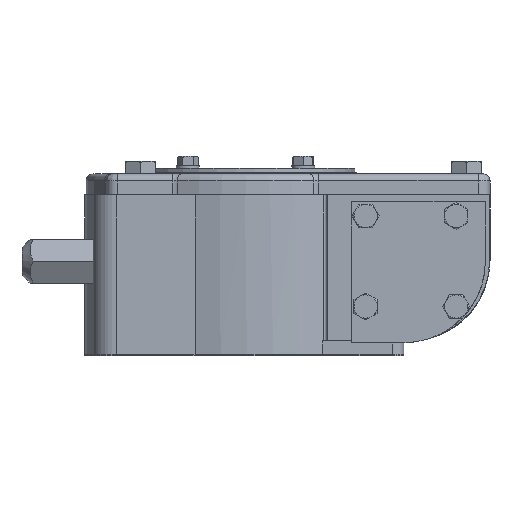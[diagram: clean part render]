
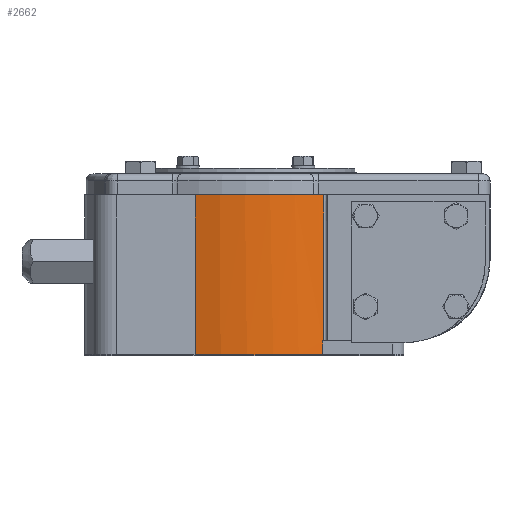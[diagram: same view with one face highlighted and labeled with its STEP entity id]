
A CAD part, left-side view. The second image highlights one B-rep face of the part: STEP entity #2662.
In plain terms, the highlighted cylindrical face has radius 69 mm (diameter 138 mm), a partial arc.
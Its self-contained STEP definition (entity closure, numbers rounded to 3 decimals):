
#2662 = ADVANCED_FACE( '', ( #6106 ), #6107, .T. );
#6106 = FACE_OUTER_BOUND( '', #12681, .T. );
#6107 = CYLINDRICAL_SURFACE( '', #12682, 69. );
#12681 = EDGE_LOOP( '', ( #22164, #22165, #22166, #22167, #22168, #22169, #22170, #22171 ) );
#12682 = AXIS2_PLACEMENT_3D( '', #22172, #22173, #22174 );
#22164 = ORIENTED_EDGE( '', *, *, #30974, .F. );
#22165 = ORIENTED_EDGE( '', *, *, #30975, .F. );
#22166 = ORIENTED_EDGE( '', *, *, #30976, .T. );
#22167 = ORIENTED_EDGE( '', *, *, #30395, .T. );
#22168 = ORIENTED_EDGE( '', *, *, #30977, .F. );
#22169 = ORIENTED_EDGE( '', *, *, #29681, .T. );
#22170 = ORIENTED_EDGE( '', *, *, #30978, .T. );
#22171 = ORIENTED_EDGE( '', *, *, #30979, .T. );
#22172 = CARTESIAN_POINT( '', ( 0., 0., 9. ) );
#22173 = DIRECTION( '', ( 0., 0., 1. ) );
#22174 = DIRECTION( '', ( -1., 0., 0. ) );
#29681 = EDGE_CURVE( '', #35369, #35371, #35373, .T. );
#30395 = EDGE_CURVE( '', #36415, #36419, #36421, .T. );
#30974 = EDGE_CURVE( '', #37198, #37199, #37200, .T. );
#30975 = EDGE_CURVE( '', #37201, #37198, #37202, .T. );
#30976 = EDGE_CURVE( '', #37201, #36415, #37203, .T. );
#30977 = EDGE_CURVE( '', #35369, #36419, #37204, .T. );
#30978 = EDGE_CURVE( '', #35371, #37205, #37206, .F. );
#30979 = EDGE_CURVE( '', #37205, #37199, #37207, .T. );
#35369 = VERTEX_POINT( '', #44951 );
#35371 = VERTEX_POINT( '', #44954 );
#35373 = CIRCLE( '', #44956, 69. );
#36415 = VERTEX_POINT( '', #47566 );
#36419 = VERTEX_POINT( '', #47573 );
#36421 = CIRCLE( '', #47578, 69. );
#37198 = VERTEX_POINT( '', #49580 );
#37199 = VERTEX_POINT( '', #49581 );
#37200 = LINE( '', #49582, #49583 );
#37201 = VERTEX_POINT( '', #49584 );
#37202 = CIRCLE( '', #49585, 69. );
#37203 = LINE( '', #49586, #49587 );
#37204 = LINE( '', #49588, #49589 );
#37205 = VERTEX_POINT( '', #49590 );
#37206 = LINE( '', #49591, #49592 );
#37207 = CIRCLE( '', #49593, 69. );
#44951 = CARTESIAN_POINT( '', ( -60.5, -33.178, 9. ) );
#44954 = CARTESIAN_POINT( '', ( -60.314, -33.514, 9. ) );
#44956 = AXIS2_PLACEMENT_3D( '', #55191, #55192, #55193 );
#47566 = CARTESIAN_POINT( '', ( -65.5, 21.697, 3. ) );
#47573 = CARTESIAN_POINT( '', ( -60.5, -33.178, 3. ) );
#47578 = AXIS2_PLACEMENT_3D( '', #55909, #55910, #55911 );
#49580 = CARTESIAN_POINT( '', ( -61.5, -31.285, 71.679 ) );
#49581 = CARTESIAN_POINT( '', ( -61.5, -31.285, 71.669 ) );
#49582 = CARTESIAN_POINT( '', ( -61.5, -31.285, 71.674 ) );
#49583 = VECTOR( '', #56417, 1000. );
#49584 = CARTESIAN_POINT( '', ( -65.5, 21.697, 71.679 ) );
#49585 = AXIS2_PLACEMENT_3D( '', #56418, #56419, #56420 );
#49586 = CARTESIAN_POINT( '', ( -65.5, 21.697, 9. ) );
#49587 = VECTOR( '', #56421, 1000. );
#49588 = CARTESIAN_POINT( '', ( -60.5, -33.178, 9. ) );
#49589 = VECTOR( '', #56422, 1000. );
#49590 = CARTESIAN_POINT( '', ( -60.314, -33.514, 71.669 ) );
#49591 = CARTESIAN_POINT( '', ( -60.314, -33.514, 9. ) );
#49592 = VECTOR( '', #56423, 1000. );
#49593 = AXIS2_PLACEMENT_3D( '', #56424, #56425, #56426 );
#55191 = CARTESIAN_POINT( '', ( 0., 0., 9. ) );
#55192 = DIRECTION( '', ( 0., 0., 1. ) );
#55193 = DIRECTION( '', ( 1., 0., 0. ) );
#55909 = CARTESIAN_POINT( '', ( 0., 0., 3. ) );
#55910 = DIRECTION( '', ( 0., 0., 1. ) );
#55911 = DIRECTION( '', ( 1., 0., 0. ) );
#56417 = DIRECTION( '', ( 0., 0., -1. ) );
#56418 = CARTESIAN_POINT( '', ( 0., 0., 71.679 ) );
#56419 = DIRECTION( '', ( 0., 0., 1. ) );
#56420 = DIRECTION( '', ( 1., 0., 0. ) );
#56421 = DIRECTION( '', ( 0., 0., -1. ) );
#56422 = DIRECTION( '', ( 0., 0., -1. ) );
#56423 = DIRECTION( '', ( 0., 0., -1. ) );
#56424 = CARTESIAN_POINT( '', ( 0., 0., 71.669 ) );
#56425 = DIRECTION( '', ( 0., 0., -1. ) );
#56426 = DIRECTION( '', ( -1., 0., 0. ) );
